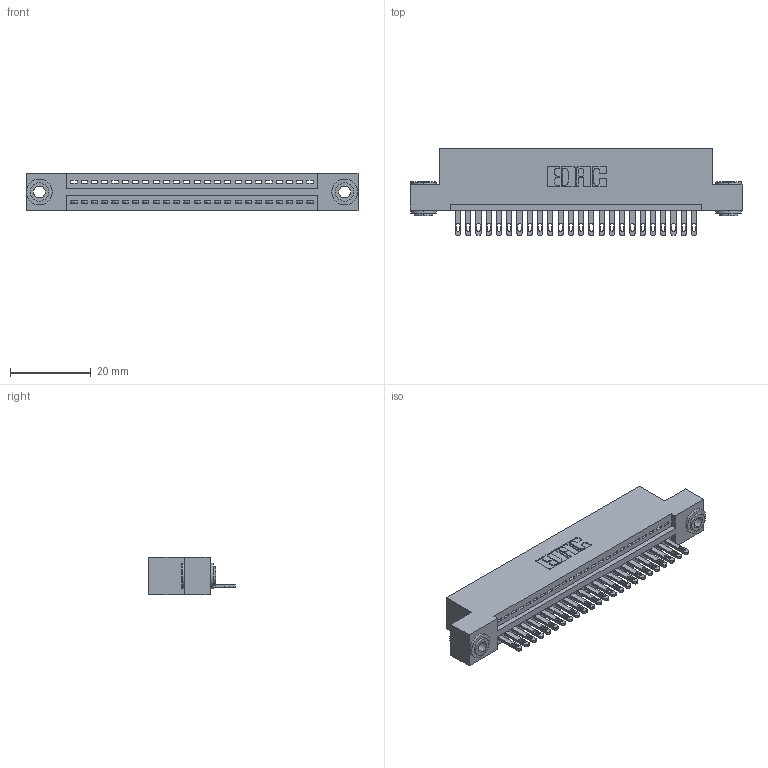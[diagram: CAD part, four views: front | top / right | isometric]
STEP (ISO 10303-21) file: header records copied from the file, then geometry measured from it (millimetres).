
FILE_DESCRIPTION (( 'STEP AP203' ), '1' );
FILE_NAME ('895-024-500-103.STEP', '2020-09-25T12:45:58', ( '' ), ( '' ), 'SwSTEP 2.0', 'SolidWorks 2020', '' );
FILE_SCHEMA (( 'CONFIG_CONTROL_DESIGN' ));
Length unit declared in the file: inch
Products named in the file (4): 895-024-500-103; 345-292-001_345-293-100; 345-250-002_345-250-002-102; 845 Part_Flush Mounting Lugs - 0.156 Dia-TH
Assembly tree (27 placements, depth 2):
  895-024-500-103
    845 Part_Flush Mounting Lugs - 0.156 Dia-TH
    345-292-001_345-293-100  x24
    345-250-002_345-250-002-102  x2
Bounding box: 82.17 x 21.51 x 9.4 mm (x, y, z)
Volume: 7691.3 mm3; surface area: 10244.8 mm2
Topology: 27 solids, 27 shells, 1460 faces, 4449 edges, 2962 vertices
Faces by surface type: plane 906, cylinder 546, cone 8
Entity records: 21066 total; most frequent: CARTESIAN_POINT 3627, ORIENTED_EDGE 3578, DIRECTION 3227, EDGE_CURVE 1789, LINE 1533, VECTOR 1533, VERTEX_POINT 1190, AXIS2_PLACEMENT_3D 847
